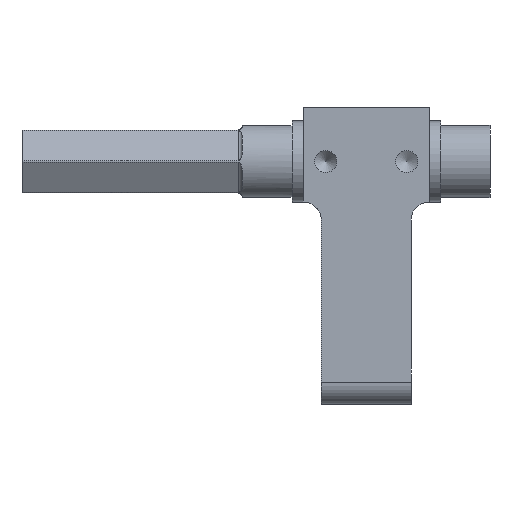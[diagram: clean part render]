
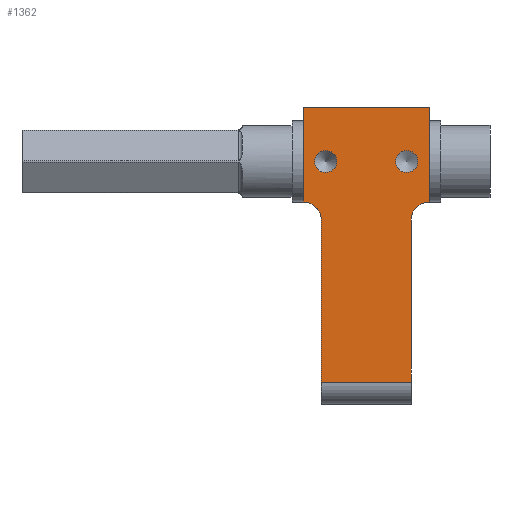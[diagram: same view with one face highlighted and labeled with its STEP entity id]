
A CAD part, left-side view. The second image highlights one B-rep face of the part: STEP entity #1362.
In plain terms, the highlighted planar face has unit normal (-1, 0, 0).
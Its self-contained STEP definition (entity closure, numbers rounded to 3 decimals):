
#33=LINE('',#1847,#96);
#38=LINE('',#1867,#101);
#39=LINE('',#1869,#102);
#40=LINE('',#1871,#103);
#41=LINE('',#1874,#104);
#42=LINE('',#1876,#105);
#96=VECTOR('',#1569,1000.);
#101=VECTOR('',#1582,1000.);
#102=VECTOR('',#1583,1000.);
#103=VECTOR('',#1584,1000.);
#104=VECTOR('',#1587,1000.);
#105=VECTOR('',#1588,1000.);
#154=PLANE('',#1438);
#237=ORIENTED_EDGE('',*,*,#454,.F.);
#238=ORIENTED_EDGE('',*,*,#456,.F.);
#239=ORIENTED_EDGE('',*,*,#476,.F.);
#240=ORIENTED_EDGE('',*,*,#475,.F.);
#241=ORIENTED_EDGE('',*,*,#477,.T.);
#242=ORIENTED_EDGE('',*,*,#478,.T.);
#243=ORIENTED_EDGE('',*,*,#468,.F.);
#244=ORIENTED_EDGE('',*,*,#479,.F.);
#245=ORIENTED_EDGE('',*,*,#480,.T.);
#246=ORIENTED_EDGE('',*,*,#481,.F.);
#454=EDGE_CURVE('',#725,#725,#576,.T.);
#456=EDGE_CURVE('',#727,#727,#578,.T.);
#468=EDGE_CURVE('',#739,#740,#33,.T.);
#475=EDGE_CURVE('',#745,#741,#584,.T.);
#476=EDGE_CURVE('',#741,#746,#38,.T.);
#477=EDGE_CURVE('',#745,#747,#39,.T.);
#478=EDGE_CURVE('',#747,#740,#40,.T.);
#479=EDGE_CURVE('',#748,#739,#585,.T.);
#480=EDGE_CURVE('',#748,#749,#41,.T.);
#481=EDGE_CURVE('',#746,#749,#42,.T.);
#576=CIRCLE('',#1422,1.23);
#578=CIRCLE('',#1425,1.23);
#584=CIRCLE('',#1437,2.);
#585=CIRCLE('',#1439,2.);
#634=EDGE_LOOP('',(#237));
#635=EDGE_LOOP('',(#238));
#636=EDGE_LOOP('',(#239,#240,#241,#242,#243,#244,#245,#246));
#725=VERTEX_POINT('',#1813);
#727=VERTEX_POINT('',#1818);
#739=VERTEX_POINT('',#1846);
#740=VERTEX_POINT('',#1848);
#741=VERTEX_POINT('',#1853);
#745=VERTEX_POINT('',#1864);
#746=VERTEX_POINT('',#1868);
#747=VERTEX_POINT('',#1870);
#748=VERTEX_POINT('',#1873);
#749=VERTEX_POINT('',#1875);
#836=FACE_BOUND('',#634,.T.);
#837=FACE_BOUND('',#635,.T.);
#838=FACE_BOUND('',#636,.T.);
#1362=ADVANCED_FACE('',(#836,#837,#838),#154,.T.);
#1422=AXIS2_PLACEMENT_3D('',#1812,#1536,#1537);
#1425=AXIS2_PLACEMENT_3D('',#1817,#1542,#1543);
#1437=AXIS2_PLACEMENT_3D('',#1865,#1578,#1579);
#1438=AXIS2_PLACEMENT_3D('',#1866,#1580,#1581);
#1439=AXIS2_PLACEMENT_3D('',#1872,#1585,#1586);
#1536=DIRECTION('',(-1.,0.,0.));
#1537=DIRECTION('',(0.,0.,1.));
#1542=DIRECTION('',(-1.,0.,0.));
#1543=DIRECTION('',(0.,0.,1.));
#1569=DIRECTION('',(0.,0.,1.));
#1578=DIRECTION('',(-1.,0.,0.));
#1579=DIRECTION('',(0.,0.,1.));
#1580=DIRECTION('',(-1.,0.,0.));
#1581=DIRECTION('',(0.,0.,1.));
#1582=DIRECTION('',(0.,0.,-1.));
#1583=DIRECTION('',(0.,0.,1.));
#1584=DIRECTION('',(0.,1.,0.));
#1585=DIRECTION('',(-1.,0.,0.));
#1586=DIRECTION('',(0.,0.,1.));
#1587=DIRECTION('',(0.,0.,-1.));
#1588=DIRECTION('',(0.,1.,0.));
#1812=CARTESIAN_POINT('',(-8.,4.5,0.));
#1813=CARTESIAN_POINT('',(-8.,4.5,1.23));
#1817=CARTESIAN_POINT('',(-8.,-4.5,0.));
#1818=CARTESIAN_POINT('',(-8.,-4.5,1.23));
#1846=CARTESIAN_POINT('',(-8.,7.,-4.5));
#1847=CARTESIAN_POINT('',(-8.,7.,0.));
#1848=CARTESIAN_POINT('',(-8.,7.,6.));
#1853=CARTESIAN_POINT('',(-8.,-5.,-6.5));
#1864=CARTESIAN_POINT('',(-8.,-7.,-4.5));
#1865=CARTESIAN_POINT('',(-8.,-7.,-6.5));
#1866=CARTESIAN_POINT('',(-8.,0.,-27.));
#1867=CARTESIAN_POINT('',(-8.,-5.,-27.));
#1868=CARTESIAN_POINT('',(-8.,-5.,-24.5));
#1869=CARTESIAN_POINT('',(-8.,-7.,0.));
#1870=CARTESIAN_POINT('',(-8.,-7.,6.));
#1871=CARTESIAN_POINT('',(-8.,0.,6.));
#1872=CARTESIAN_POINT('',(-8.,7.,-6.5));
#1873=CARTESIAN_POINT('',(-8.,5.,-6.5));
#1874=CARTESIAN_POINT('',(-8.,5.,-4.5));
#1875=CARTESIAN_POINT('',(-8.,5.,-24.5));
#1876=CARTESIAN_POINT('',(-8.,0.,-24.5));
